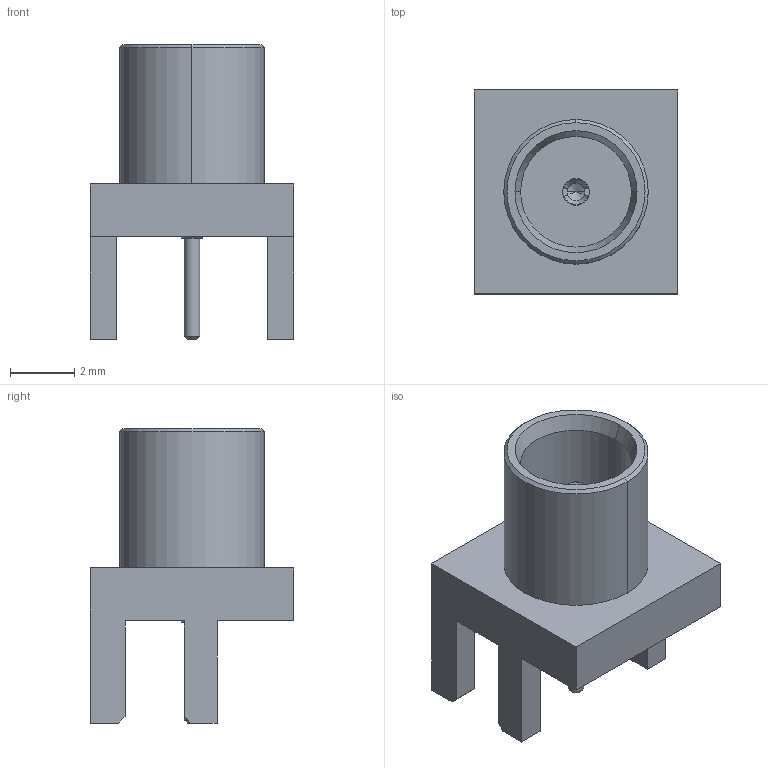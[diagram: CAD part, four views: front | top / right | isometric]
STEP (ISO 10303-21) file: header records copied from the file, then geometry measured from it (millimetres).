
FILE_DESCRIPTION((''),'2;1');
FILE_NAME('919-418J-71P12G_SW0001','2019-09-06T',('Vijayaragavan'),(''),'CREO PARAMETRIC BY PTC INC, 2018360','CREO PARAMETRIC BY PTC INC, 2018360','');
FILE_SCHEMA(('CONFIG_CONTROL_DESIGN'));
Length unit declared in the file: millimetre
Products named in the file (1): 919-418J-71P12G_SW0001
Bounding box: 6.35 x 6.35 x 9.18 mm (x, y, z)
Volume: 107.8 mm3; surface area: 291.3 mm2
Topology: 1 solids, 1 shells, 62 faces, 156 edges, 99 vertices
Faces by surface type: plane 36, cone 14, cylinder 12
Entity records: 1880 total; most frequent: CARTESIAN_POINT 331, DIRECTION 318, ORIENTED_EDGE 308, EDGE_CURVE 154, VECTOR 106, LINE 106, AXIS2_PLACEMENT_3D 106, VERTEX_POINT 99
